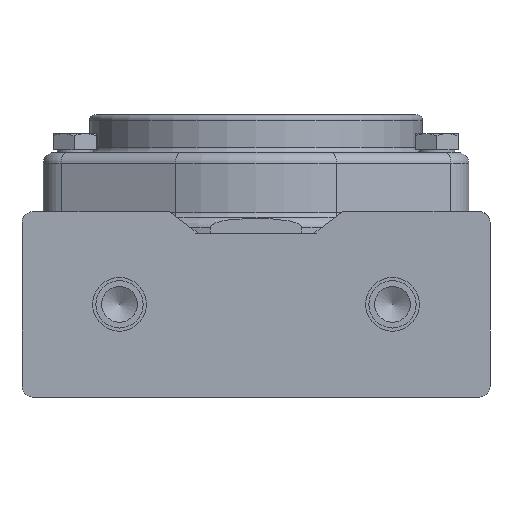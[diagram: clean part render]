
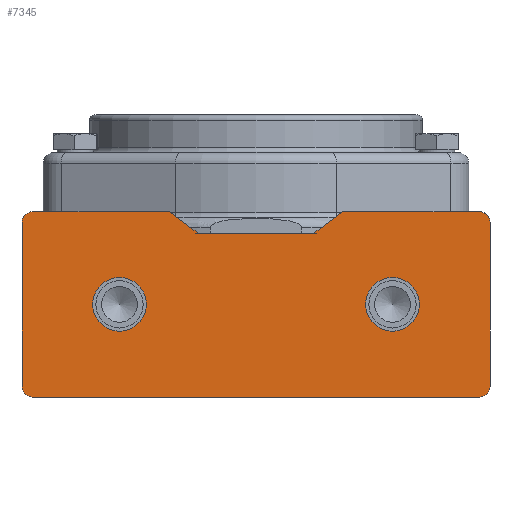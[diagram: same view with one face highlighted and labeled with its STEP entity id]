
A CAD part, front view. The second image highlights one B-rep face of the part: STEP entity #7345.
In plain terms, the highlighted planar face has unit normal (0, -1, 0).
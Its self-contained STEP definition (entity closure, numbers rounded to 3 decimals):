
#856=LINE($,#12577,#1212);
#867=LINE($,#12684,#1223);
#869=LINE($,#12692,#1225);
#870=LINE($,#12693,#1226);
#871=LINE($,#12695,#1227);
#872=LINE($,#12697,#1228);
#873=LINE($,#12701,#1229);
#874=LINE($,#12705,#1230);
#1212=VECTOR($,#9761,21.565);
#1223=VECTOR($,#9830,30.5);
#1225=VECTOR($,#9838,25.45);
#1226=VECTOR($,#9839,6.653);
#1227=VECTOR($,#9840,6.653);
#1228=VECTOR($,#9841,25.45);
#1229=VECTOR($,#9844,30.5);
#1230=VECTOR($,#9847,83.097);
#1436=PLANE($,#8112);
#1597=FACE_BOUND($,#2602,.T.);
#1598=FACE_BOUND($,#2603,.T.);
#1599=FACE_BOUND($,#2604,.T.);
#2602=EDGE_LOOP($,(#6231));
#2603=EDGE_LOOP($,(#6232));
#2604=EDGE_LOOP($,(#6233,#6234,#6235,#6236,#6237,#6238,#6239,#6240,#6241,
#6242,#6243,#6244));
#3164=CIRCLE($,#8107,2.);
#3166=CIRCLE($,#8113,5.);
#3167=CIRCLE($,#8114,5.);
#3168=CIRCLE($,#8115,2.);
#3169=CIRCLE($,#8116,2.);
#3170=CIRCLE($,#8117,2.);
#3753=VERTEX_POINT($,#12574);
#3754=VERTEX_POINT($,#12576);
#3772=VERTEX_POINT($,#12665);
#3773=VERTEX_POINT($,#12667);
#3777=VERTEX_POINT($,#12683);
#3778=VERTEX_POINT($,#12687);
#3779=VERTEX_POINT($,#12689);
#3780=VERTEX_POINT($,#12691);
#3781=VERTEX_POINT($,#12694);
#3782=VERTEX_POINT($,#12696);
#3783=VERTEX_POINT($,#12698);
#3784=VERTEX_POINT($,#12700);
#3785=VERTEX_POINT($,#12702);
#3786=VERTEX_POINT($,#12704);
#4606=EDGE_CURVE($,#3754,#3753,#856,.T.);
#4629=EDGE_CURVE($,#3772,#3773,#3164,.T.);
#4636=EDGE_CURVE($,#3777,#3773,#867,.T.);
#4638=EDGE_CURVE($,#3778,#3778,#3166,.T.);
#4639=EDGE_CURVE($,#3779,#3779,#3167,.T.);
#4640=EDGE_CURVE($,#3780,#3772,#869,.T.);
#4641=EDGE_CURVE($,#3754,#3780,#870,.T.);
#4642=EDGE_CURVE($,#3781,#3753,#871,.T.);
#4643=EDGE_CURVE($,#3782,#3781,#872,.T.);
#4644=EDGE_CURVE($,#3783,#3782,#3168,.T.);
#4645=EDGE_CURVE($,#3783,#3784,#873,.T.);
#4646=EDGE_CURVE($,#3785,#3784,#3169,.T.);
#4647=EDGE_CURVE($,#3785,#3786,#874,.T.);
#4648=EDGE_CURVE($,#3777,#3786,#3170,.T.);
#6231=ORIENTED_EDGE($,*,*,#4638,.T.);
#6232=ORIENTED_EDGE($,*,*,#4639,.T.);
#6233=ORIENTED_EDGE($,*,*,#4629,.F.);
#6234=ORIENTED_EDGE($,*,*,#4640,.F.);
#6235=ORIENTED_EDGE($,*,*,#4641,.F.);
#6236=ORIENTED_EDGE($,*,*,#4606,.T.);
#6237=ORIENTED_EDGE($,*,*,#4642,.F.);
#6238=ORIENTED_EDGE($,*,*,#4643,.F.);
#6239=ORIENTED_EDGE($,*,*,#4644,.F.);
#6240=ORIENTED_EDGE($,*,*,#4645,.T.);
#6241=ORIENTED_EDGE($,*,*,#4646,.F.);
#6242=ORIENTED_EDGE($,*,*,#4647,.T.);
#6243=ORIENTED_EDGE($,*,*,#4648,.F.);
#6244=ORIENTED_EDGE($,*,*,#4636,.T.);
#7345=ADVANCED_FACE($,(#1597,#1598,#1599),#1436,.T.);
#8107=AXIS2_PLACEMENT_3D($,#12668,#9817,#9818);
#8112=AXIS2_PLACEMENT_3D($,#12686,#9832,#9833);
#8113=AXIS2_PLACEMENT_3D($,#12688,#9834,#9835);
#8114=AXIS2_PLACEMENT_3D($,#12690,#9836,#9837);
#8115=AXIS2_PLACEMENT_3D($,#12699,#9842,#9843);
#8116=AXIS2_PLACEMENT_3D($,#12703,#9845,#9846);
#8117=AXIS2_PLACEMENT_3D($,#12706,#9848,#9849);
#9761=DIRECTION($,(-1.,0.,0.));
#9817=DIRECTION('center_axis',(0.,1.,0.));
#9818=DIRECTION('ref_axis',(0.707,0.,0.707));
#9830=DIRECTION($,(0.,0.,1.));
#9832=DIRECTION('center_axis',(0.,-1.,0.));
#9833=DIRECTION('ref_axis',(0.,0.,-1.));
#9834=DIRECTION('center_axis',(0.,1.,0.));
#9835=DIRECTION('ref_axis',(1.,0.,0.));
#9836=DIRECTION('center_axis',(0.,1.,0.));
#9837=DIRECTION('ref_axis',(1.,0.,0.));
#9838=DIRECTION($,(1.,0.,0.));
#9839=DIRECTION($,(0.799,0.,0.601));
#9840=DIRECTION($,(0.799,0.,-0.601));
#9841=DIRECTION($,(1.,0.,0.));
#9842=DIRECTION('center_axis',(0.,1.,0.));
#9843=DIRECTION('ref_axis',(-0.707,0.,0.707));
#9844=DIRECTION($,(0.,0.,-1.));
#9845=DIRECTION('center_axis',(0.,1.,0.));
#9846=DIRECTION('ref_axis',(-0.707,0.,-0.707));
#9847=DIRECTION($,(1.,0.,0.));
#9848=DIRECTION('center_axis',(0.,1.,0.));
#9849=DIRECTION('ref_axis',(0.707,0.,-0.707));
#12574=CARTESIAN_POINT('',(-31.418,-46.105,-51.201));
#12576=CARTESIAN_POINT('',(-9.852,-46.105,-51.201));
#12577=CARTESIAN_POINT($,(-55.635,-46.105,-51.201));
#12665=CARTESIAN_POINT('',(20.914,-46.105,-47.201));
#12667=CARTESIAN_POINT('',(22.914,-46.105,-49.201));
#12668=CARTESIAN_POINT('Origin',(20.914,-46.105,-49.201));
#12683=CARTESIAN_POINT('',(22.914,-46.105,-79.701));
#12684=CARTESIAN_POINT($,(22.914,-46.105,-64.451));
#12686=CARTESIAN_POINT('Origin',(-90.635,-46.105,-47.201));
#12687=CARTESIAN_POINT('',(9.765,-46.105,-64.451));
#12688=CARTESIAN_POINT('Origin',(4.765,-46.105,-64.451));
#12689=CARTESIAN_POINT('',(-41.035,-46.105,-64.451));
#12690=CARTESIAN_POINT('Origin',(-46.035,-46.105,-64.451));
#12691=CARTESIAN_POINT('',(-4.536,-46.105,-47.201));
#12692=CARTESIAN_POINT($,(-90.635,-46.105,-47.201));
#12693=CARTESIAN_POINT($,(-33.988,-46.105,-69.362));
#12694=CARTESIAN_POINT('',(-36.733,-46.105,-47.201));
#12695=CARTESIAN_POINT($,(-57.175,-46.105,-31.819));
#12696=CARTESIAN_POINT('',(-62.183,-46.105,-47.201));
#12697=CARTESIAN_POINT($,(-90.635,-46.105,-47.201));
#12698=CARTESIAN_POINT('',(-64.183,-46.105,-49.201));
#12699=CARTESIAN_POINT('Origin',(-62.183,-46.105,-49.201));
#12700=CARTESIAN_POINT('',(-64.183,-46.105,-79.701));
#12701=CARTESIAN_POINT($,(-64.183,-46.105,-64.451));
#12702=CARTESIAN_POINT('',(-62.183,-46.105,-81.701));
#12703=CARTESIAN_POINT('Origin',(-62.183,-46.105,-79.701));
#12704=CARTESIAN_POINT('',(20.914,-46.105,-81.701));
#12705=CARTESIAN_POINT($,(-90.635,-46.105,-81.701));
#12706=CARTESIAN_POINT('Origin',(20.914,-46.105,-79.701));
